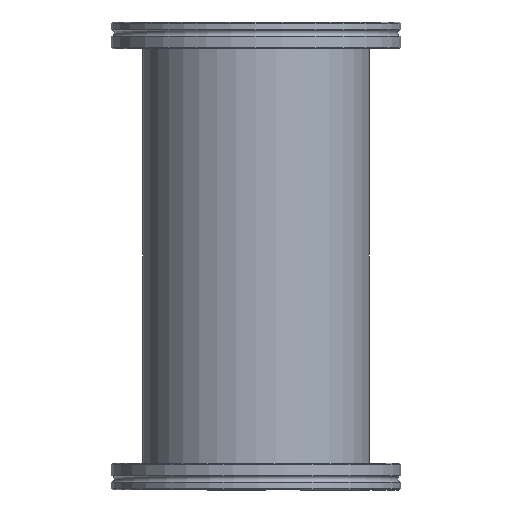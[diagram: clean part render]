
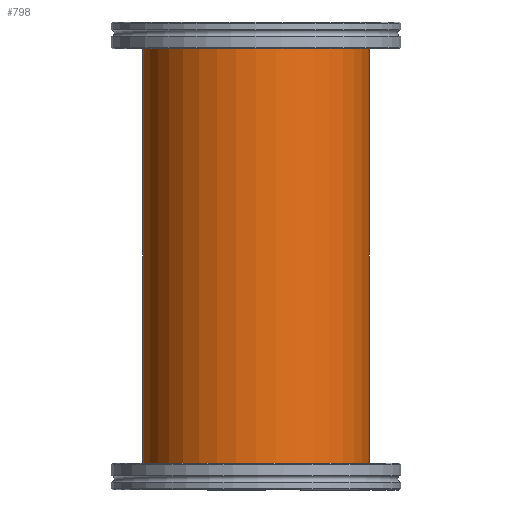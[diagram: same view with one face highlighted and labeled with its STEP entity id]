
A CAD part, left-side view. The second image highlights one B-rep face of the part: STEP entity #798.
In plain terms, the highlighted cylindrical face has radius 50.8 mm (diameter 101.6 mm), a full revolution.
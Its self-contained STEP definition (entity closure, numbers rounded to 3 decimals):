
#91=CIRCLE('',#946,50.8);
#92=CIRCLE('',#947,50.8);
#170=FACE_OUTER_BOUND('',#216,.T.);
#216=EDGE_LOOP('',(#561,#562,#563,#564,#565,#566,#567,#568,#569));
#279=LINE('',#1534,#305);
#280=LINE('',#1536,#306);
#305=VECTOR('',#1093,50.8);
#306=VECTOR('',#1094,50.8);
#328=B_SPLINE_CURVE_WITH_KNOTS('',3,(#1375,#1376,#1377,#1378,#1379,#1380,
#1381,#1382,#1383,#1384,#1385,#1386,#1387,#1388,#1389,#1390,#1391,#1392),
 .UNSPECIFIED.,.F.,.F.,(4,2,2,2,2,2,2,2,4),(4.952,5.568,
6.185,6.801,7.418,8.039,8.661,
9.282,9.904),.UNSPECIFIED.);
#329=B_SPLINE_CURVE_WITH_KNOTS('',3,(#1394,#1395,#1396,#1397,#1398,#1399,
#1400,#1401,#1402,#1403,#1404,#1405,#1406,#1407,#1408,#1409,#1410,#1411,
#1412,#1413,#1414,#1415,#1416,#1417,#1418,#1419,#1420,#1421,#1422,#1423,
#1424,#1425,#1426,#1427,#1428),.UNSPECIFIED.,.F.,.F.,(4,2,2,2,2,2,2,2,3,
2,2,2,2,2,2,2,4),(14.856,15.472,16.089,16.705,
17.322,17.943,18.565,19.186,19.807,
20.429,21.05,21.672,22.293,22.91,
23.526,24.143,24.759),.UNSPECIFIED.);
#330=B_SPLINE_CURVE_WITH_KNOTS('',3,(#1429,#1430,#1431,#1432,#1433,#1434,
#1435,#1436,#1437,#1438,#1439,#1440,#1441,#1442,#1443,#1444,#1445,#1446),
 .UNSPECIFIED.,.F.,.F.,(4,2,2,2,2,2,2,2,4),(9.904,10.525,
11.147,11.768,12.389,13.006,13.622,
14.239,14.856),.UNSPECIFIED.);
#340=VERTEX_POINT('',#1373);
#341=VERTEX_POINT('',#1374);
#342=VERTEX_POINT('',#1393);
#349=VERTEX_POINT('',#1532);
#350=VERTEX_POINT('',#1535);
#425=EDGE_CURVE('',#340,#341,#328,.T.);
#426=EDGE_CURVE('',#342,#340,#329,.T.);
#427=EDGE_CURVE('',#341,#342,#330,.T.);
#437=EDGE_CURVE('',#349,#349,#91,.T.);
#438=EDGE_CURVE('',#349,#340,#279,.T.);
#439=EDGE_CURVE('',#342,#350,#280,.T.);
#440=EDGE_CURVE('',#350,#350,#92,.T.);
#561=ORIENTED_EDGE('',*,*,#437,.F.);
#562=ORIENTED_EDGE('',*,*,#438,.T.);
#563=ORIENTED_EDGE('',*,*,#425,.T.);
#564=ORIENTED_EDGE('',*,*,#427,.T.);
#565=ORIENTED_EDGE('',*,*,#439,.T.);
#566=ORIENTED_EDGE('',*,*,#440,.F.);
#567=ORIENTED_EDGE('',*,*,#439,.F.);
#568=ORIENTED_EDGE('',*,*,#426,.T.);
#569=ORIENTED_EDGE('',*,*,#438,.F.);
#778=CYLINDRICAL_SURFACE('',#945,50.8);
#798=ADVANCED_FACE('',(#170),#778,.T.);
#945=AXIS2_PLACEMENT_3D('',#1531,#1089,#1090);
#946=AXIS2_PLACEMENT_3D('',#1533,#1091,#1092);
#947=AXIS2_PLACEMENT_3D('',#1537,#1095,#1096);
#1089=DIRECTION('center_axis',(0.,0.,1.));
#1090=DIRECTION('ref_axis',(-1.,0.,0.));
#1091=DIRECTION('center_axis',(0.,0.,1.));
#1092=DIRECTION('ref_axis',(-1.,0.,0.));
#1093=DIRECTION('',(0.,0.,-1.));
#1094=DIRECTION('',(0.,0.,-1.));
#1095=DIRECTION('center_axis',(0.,0.,-1.));
#1096=DIRECTION('ref_axis',(-1.,0.,0.));
#1373=CARTESIAN_POINT('',(50.8,0.,130.05));
#1374=CARTESIAN_POINT('',(39.656,31.75,98.3));
#1375=CARTESIAN_POINT('Ctrl Pts',(50.8,0.,130.05));
#1376=CARTESIAN_POINT('Ctrl Pts',(50.8,2.055,130.05));
#1377=CARTESIAN_POINT('Ctrl Pts',(50.672,4.162,129.847));
#1378=CARTESIAN_POINT('Ctrl Pts',(50.158,8.318,129.014));
#1379=CARTESIAN_POINT('Ctrl Pts',(49.772,10.367,128.384));
#1380=CARTESIAN_POINT('Ctrl Pts',(48.798,14.264,126.744));
#1381=CARTESIAN_POINT('Ctrl Pts',(48.21,16.117,125.733));
#1382=CARTESIAN_POINT('Ctrl Pts',(46.934,19.524,123.422));
#1383=CARTESIAN_POINT('Ctrl Pts',(46.246,21.078,122.123));
#1384=CARTESIAN_POINT('Ctrl Pts',(44.888,23.834,119.367));
#1385=CARTESIAN_POINT('Ctrl Pts',(44.167,25.135,117.807));
#1386=CARTESIAN_POINT('Ctrl Pts',(42.772,27.442,114.401));
#1387=CARTESIAN_POINT('Ctrl Pts',(42.099,28.448,112.556));
#1388=CARTESIAN_POINT('Ctrl Pts',(40.948,30.081,108.674));
#1389=CARTESIAN_POINT('Ctrl Pts',(40.47,30.71,106.634));
#1390=CARTESIAN_POINT('Ctrl Pts',(39.823,31.544,102.483));
#1391=CARTESIAN_POINT('Ctrl Pts',(39.656,31.75,100.371));
#1392=CARTESIAN_POINT('Ctrl Pts',(39.656,31.75,98.3));
#1393=CARTESIAN_POINT('',(50.8,0.,66.55));
#1394=CARTESIAN_POINT('Ctrl Pts',(50.8,0.,66.55));
#1395=CARTESIAN_POINT('Ctrl Pts',(50.8,-2.055,66.55));
#1396=CARTESIAN_POINT('Ctrl Pts',(50.672,-4.162,66.753));
#1397=CARTESIAN_POINT('Ctrl Pts',(50.158,-8.318,67.586));
#1398=CARTESIAN_POINT('Ctrl Pts',(49.772,-10.367,68.216));
#1399=CARTESIAN_POINT('Ctrl Pts',(48.798,-14.264,69.856));
#1400=CARTESIAN_POINT('Ctrl Pts',(48.21,-16.117,70.867));
#1401=CARTESIAN_POINT('Ctrl Pts',(46.934,-19.524,73.178));
#1402=CARTESIAN_POINT('Ctrl Pts',(46.246,-21.078,74.477));
#1403=CARTESIAN_POINT('Ctrl Pts',(44.888,-23.834,77.233));
#1404=CARTESIAN_POINT('Ctrl Pts',(44.167,-25.135,78.793));
#1405=CARTESIAN_POINT('Ctrl Pts',(42.772,-27.442,82.199));
#1406=CARTESIAN_POINT('Ctrl Pts',(42.099,-28.448,84.044));
#1407=CARTESIAN_POINT('Ctrl Pts',(40.948,-30.081,87.926));
#1408=CARTESIAN_POINT('Ctrl Pts',(40.47,-30.71,89.966));
#1409=CARTESIAN_POINT('Ctrl Pts',(39.823,-31.544,94.117));
#1410=CARTESIAN_POINT('Ctrl Pts',(39.656,-31.75,96.229));
#1411=CARTESIAN_POINT('Ctrl Pts',(39.656,-31.75,98.3));
#1412=CARTESIAN_POINT('Ctrl Pts',(39.656,-31.75,100.371));
#1413=CARTESIAN_POINT('Ctrl Pts',(39.823,-31.544,102.483));
#1414=CARTESIAN_POINT('Ctrl Pts',(40.47,-30.71,106.634));
#1415=CARTESIAN_POINT('Ctrl Pts',(40.948,-30.081,108.674));
#1416=CARTESIAN_POINT('Ctrl Pts',(42.099,-28.448,112.556));
#1417=CARTESIAN_POINT('Ctrl Pts',(42.772,-27.442,114.401));
#1418=CARTESIAN_POINT('Ctrl Pts',(44.167,-25.135,117.807));
#1419=CARTESIAN_POINT('Ctrl Pts',(44.888,-23.834,119.367));
#1420=CARTESIAN_POINT('Ctrl Pts',(46.246,-21.078,122.123));
#1421=CARTESIAN_POINT('Ctrl Pts',(46.934,-19.524,123.422));
#1422=CARTESIAN_POINT('Ctrl Pts',(48.21,-16.117,125.733));
#1423=CARTESIAN_POINT('Ctrl Pts',(48.798,-14.264,126.744));
#1424=CARTESIAN_POINT('Ctrl Pts',(49.772,-10.367,128.384));
#1425=CARTESIAN_POINT('Ctrl Pts',(50.158,-8.318,129.014));
#1426=CARTESIAN_POINT('Ctrl Pts',(50.672,-4.162,129.847));
#1427=CARTESIAN_POINT('Ctrl Pts',(50.8,-2.055,130.05));
#1428=CARTESIAN_POINT('Ctrl Pts',(50.8,0.,130.05));
#1429=CARTESIAN_POINT('Ctrl Pts',(39.656,31.75,98.3));
#1430=CARTESIAN_POINT('Ctrl Pts',(39.656,31.75,96.229));
#1431=CARTESIAN_POINT('Ctrl Pts',(39.823,31.544,94.117));
#1432=CARTESIAN_POINT('Ctrl Pts',(40.47,30.71,89.966));
#1433=CARTESIAN_POINT('Ctrl Pts',(40.948,30.081,87.926));
#1434=CARTESIAN_POINT('Ctrl Pts',(42.099,28.448,84.044));
#1435=CARTESIAN_POINT('Ctrl Pts',(42.772,27.442,82.199));
#1436=CARTESIAN_POINT('Ctrl Pts',(44.167,25.135,78.793));
#1437=CARTESIAN_POINT('Ctrl Pts',(44.888,23.834,77.233));
#1438=CARTESIAN_POINT('Ctrl Pts',(46.246,21.078,74.477));
#1439=CARTESIAN_POINT('Ctrl Pts',(46.934,19.524,73.178));
#1440=CARTESIAN_POINT('Ctrl Pts',(48.21,16.117,70.867));
#1441=CARTESIAN_POINT('Ctrl Pts',(48.798,14.264,69.856));
#1442=CARTESIAN_POINT('Ctrl Pts',(49.772,10.367,68.216));
#1443=CARTESIAN_POINT('Ctrl Pts',(50.158,8.318,67.586));
#1444=CARTESIAN_POINT('Ctrl Pts',(50.672,4.162,66.753));
#1445=CARTESIAN_POINT('Ctrl Pts',(50.8,2.055,66.55));
#1446=CARTESIAN_POINT('Ctrl Pts',(50.8,0.,66.55));
#1531=CARTESIAN_POINT('Origin',(0.,0.,0.));
#1532=CARTESIAN_POINT('',(50.8,0.,196.6));
#1533=CARTESIAN_POINT('Origin',(0.,0.,196.6));
#1534=CARTESIAN_POINT('',(50.8,0.,0.));
#1535=CARTESIAN_POINT('',(50.8,0.,0.));
#1536=CARTESIAN_POINT('',(50.8,0.,0.));
#1537=CARTESIAN_POINT('Origin',(0.,0.,0.));
